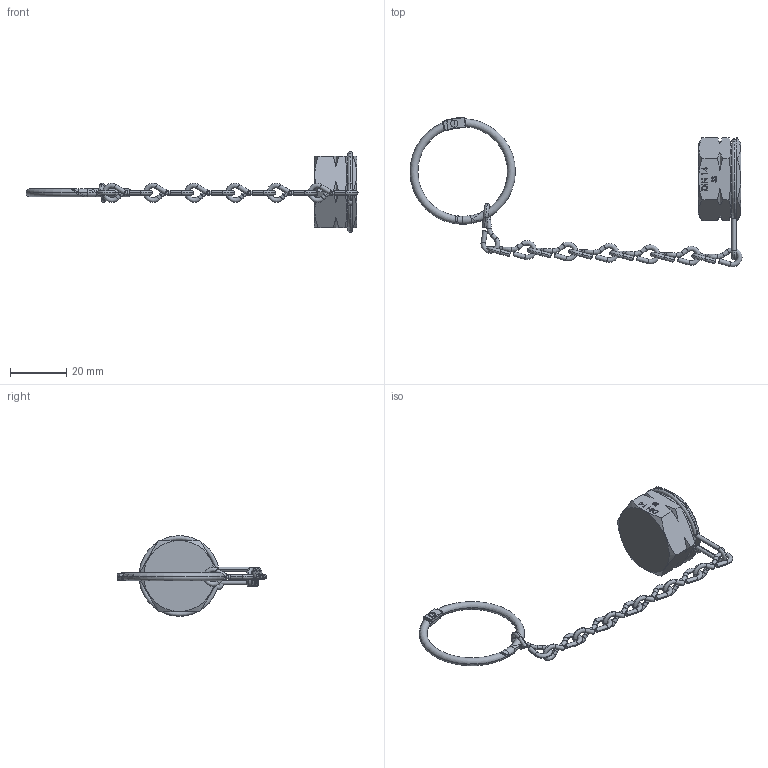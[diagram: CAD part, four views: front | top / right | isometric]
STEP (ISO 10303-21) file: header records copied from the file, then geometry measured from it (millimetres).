
FILE_DESCRIPTION (( 'STEP AP203' ), '1' );
FILE_NAME ('CAP-DIN14SS-PR.STEP', '2025-08-25T17:11:15', ( '' ), ( '' ), 'SwSTEP 2.0', 'SolidWorks 2018', '' );
FILE_SCHEMA (( 'CONFIG_CONTROL_DESIGN' ));
Length unit declared in the file: inch
Products named in the file (9): PRT-002245_RING-1.187D HALF; PRT-002255_SMALL PIN; PRT-003428; ASY-000211_One Link Bent; PRT-002239_STAINLESS; PRT-000846; CAP-DIN14SS-PR; ASY-000291; PRT-000580
Assembly tree (15 placements, depth 3):
  CAP-DIN14SS-PR
    PRT-003428
    PRT-000580
    PRT-000846
    ASY-000211_One Link Bent
      PRT-002239_STAINLESS  x7
    ASY-000291
      PRT-002245_RING-1.187D HALF  x2
      PRT-002255_SMALL PIN
Bounding box: 117.61 x 52.95 x 28.57 mm (x, y, z)
Volume: 7398.9 mm3; surface area: 7029.7 mm2
Topology: 13 solids, 13 shells, 406 faces, 982 edges, 599 vertices
Faces by surface type: cylinder 119, plane 108, bspline 76, torus 68, cone 19, sphere 16
Entity records: 13425 total; most frequent: CARTESIAN_POINT 7009, ORIENTED_EDGE 1182, DIRECTION 944, EDGE_CURVE 591, VERTEX_POINT 378, AXIS2_PLACEMENT_3D 340, VECTOR 264, LINE 264
